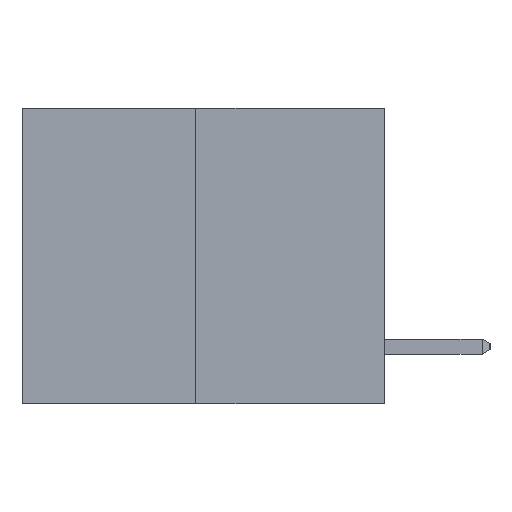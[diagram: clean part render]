
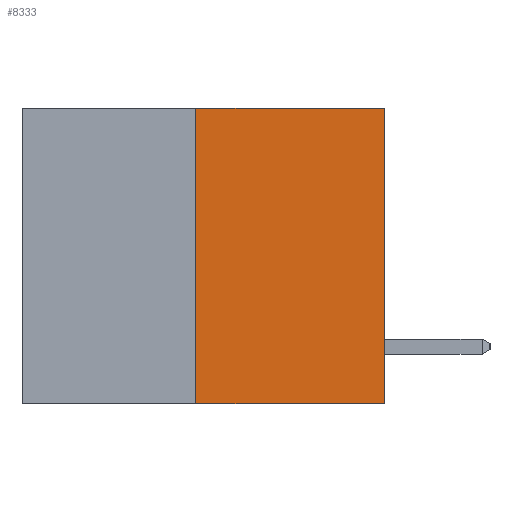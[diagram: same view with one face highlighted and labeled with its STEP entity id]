
A CAD part, left-side view. The second image highlights one B-rep face of the part: STEP entity #8333.
In plain terms, the highlighted planar face has unit normal (-1, 0, 0).
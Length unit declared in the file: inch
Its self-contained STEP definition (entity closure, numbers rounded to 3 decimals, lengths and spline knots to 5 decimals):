
#365 = FACE_OUTER_BOUND ( 'NONE', #4329, .T. ) ;
#767 = DIRECTION ( 'NONE',  ( 1., 0., 0. ) ) ;
#890 = VECTOR ( 'NONE', #1868, 39.37008 ) ;
#1069 = VECTOR ( 'NONE', #6201, 39.37008 ) ;
#1097 = VERTEX_POINT ( 'NONE', #4187 ) ;
#1511 = VERTEX_POINT ( 'NONE', #10648 ) ;
#1667 = CARTESIAN_POINT ( 'NONE',  ( 0., 0.6, 0. ) ) ;
#1868 = DIRECTION ( 'NONE',  ( 0., 0., 1. ) ) ;
#1965 = LINE ( 'NONE', #5289, #1069 ) ;
#2517 = CARTESIAN_POINT ( 'NONE',  ( 0., 0., 0. ) ) ;
#3648 = DIRECTION ( 'NONE',  ( 0., -1., 0. ) ) ;
#3888 = VECTOR ( 'NONE', #3648, 39.37008 ) ;
#4187 = CARTESIAN_POINT ( 'NONE',  ( 0., 0.312, 0. ) ) ;
#4329 = EDGE_LOOP ( 'NONE', ( #9646, #9353, #7496, #8271 ) ) ;
#4823 = LINE ( 'NONE', #5217, #890 ) ;
#4846 = VECTOR ( 'NONE', #7976, 39.37008 ) ;
#4948 = LINE ( 'NONE', #8763, #3888 ) ;
#5217 = CARTESIAN_POINT ( 'NONE',  ( 0., 0., 0. ) ) ;
#5289 = CARTESIAN_POINT ( 'NONE',  ( 0., 0.312, -0.49 ) ) ;
#5483 = EDGE_CURVE ( 'NONE', #1511, #1097, #1965, .T. ) ;
#5811 = VERTEX_POINT ( 'NONE', #8983 ) ;
#6201 = DIRECTION ( 'NONE',  ( 0., 0., 1. ) ) ;
#6738 = PLANE ( 'NONE',  #8843 ) ;
#7107 = LINE ( 'NONE', #10522, #4846 ) ;
#7171 = VERTEX_POINT ( 'NONE', #2517 ) ;
#7496 = ORIENTED_EDGE ( 'NONE', *, *, #8559, .T. ) ;
#7553 = DIRECTION ( 'NONE',  ( 0., 0., -1. ) ) ;
#7560 = EDGE_CURVE ( 'NONE', #1511, #5811, #7107, .T. ) ;
#7948 = EDGE_CURVE ( 'NONE', #1097, #7171, #4948, .T. ) ;
#7976 = DIRECTION ( 'NONE',  ( 0., -1., 0. ) ) ;
#8271 = ORIENTED_EDGE ( 'NONE', *, *, #7948, .F. ) ;
#8333 = ADVANCED_FACE ( 'NONE', ( #365 ), #6738, .F. ) ;
#8559 = EDGE_CURVE ( 'NONE', #5811, #7171, #4823, .T. ) ;
#8763 = CARTESIAN_POINT ( 'NONE',  ( 0., 0.6, 0. ) ) ;
#8843 = AXIS2_PLACEMENT_3D ( 'NONE', #1667, #767, #7553 ) ;
#8983 = CARTESIAN_POINT ( 'NONE',  ( 0., 0., -0.49 ) ) ;
#9353 = ORIENTED_EDGE ( 'NONE', *, *, #7560, .T. ) ;
#9646 = ORIENTED_EDGE ( 'NONE', *, *, #5483, .F. ) ;
#10522 = CARTESIAN_POINT ( 'NONE',  ( 0., 0.6, -0.49 ) ) ;
#10648 = CARTESIAN_POINT ( 'NONE',  ( 0., 0.312, -0.49 ) ) ;
